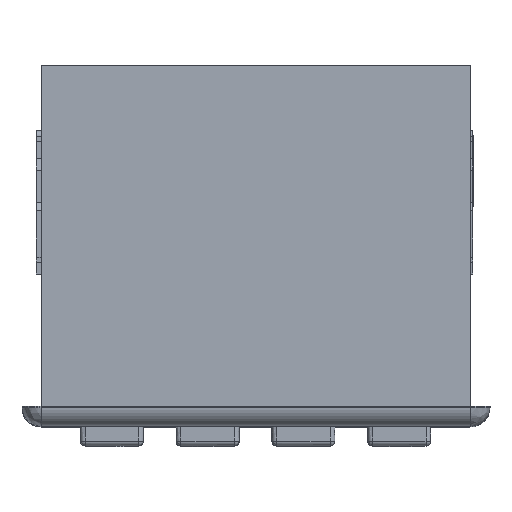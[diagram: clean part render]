
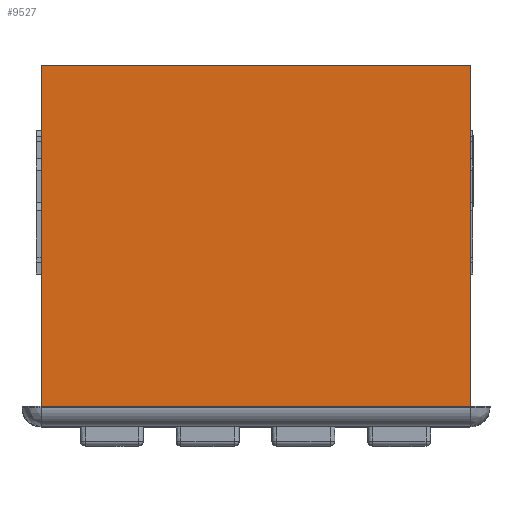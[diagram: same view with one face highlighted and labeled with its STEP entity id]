
A CAD part, top view. The second image highlights one B-rep face of the part: STEP entity #9527.
In plain terms, the highlighted free-form (B-spline) face has degree [1, 1] with [2, 2] control points.
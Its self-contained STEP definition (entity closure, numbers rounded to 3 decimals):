
#8118 = VERTEX_POINT('',#8119);
#8119 = CARTESIAN_POINT('',(66.739,53.513,
    66.778));
#8124 = EDGE_CURVE('',#8125,#8118,#8127,.T.);
#8125 = VERTEX_POINT('',#8126);
#8126 = CARTESIAN_POINT('',(66.739,2.972,
    66.778));
#8127 = B_SPLINE_CURVE_WITH_KNOTS('',1,(#8128,#8129),.UNSPECIFIED.,.F.,
  .F.,(2,2),(0.,35.714),.PIECEWISE_BEZIER_KNOTS.);
#8128 = CARTESIAN_POINT('',(66.739,2.972,
    66.778));
#8129 = CARTESIAN_POINT('',(66.739,53.513,
    66.778));
#8226 = VERTEX_POINT('',#8227);
#8227 = CARTESIAN_POINT('',(3.058,2.972,
    66.778));
#8232 = EDGE_CURVE('',#8226,#8233,#8235,.T.);
#8233 = VERTEX_POINT('',#8234);
#8234 = CARTESIAN_POINT('',(3.058,53.513,
    66.778));
#8235 = B_SPLINE_CURVE_WITH_KNOTS('',1,(#8236,#8237),.UNSPECIFIED.,.F.,
  .F.,(2,2),(0.,35.714),.PIECEWISE_BEZIER_KNOTS.);
#8236 = CARTESIAN_POINT('',(3.058,2.972,
    66.778));
#8237 = CARTESIAN_POINT('',(3.058,53.513,
    66.778));
#9527 = ADVANCED_FACE('',(#9528),#9542,.F.);
#9528 = FACE_BOUND('',#9529,.T.);
#9529 = EDGE_LOOP('',(#9530,#9531,#9536,#9537));
#9530 = ORIENTED_EDGE('',*,*,#8124,.T.);
#9531 = ORIENTED_EDGE('',*,*,#9532,.T.);
#9532 = EDGE_CURVE('',#8118,#8233,#9533,.T.);
#9533 = B_SPLINE_CURVE_WITH_KNOTS('',1,(#9534,#9535),.UNSPECIFIED.,.F.,
  .F.,(2,2),(0.,45.),.PIECEWISE_BEZIER_KNOTS.);
#9534 = CARTESIAN_POINT('',(66.739,53.513,
    66.778));
#9535 = CARTESIAN_POINT('',(3.058,53.513,
    66.778));
#9536 = ORIENTED_EDGE('',*,*,#8232,.F.);
#9537 = ORIENTED_EDGE('',*,*,#9538,.F.);
#9538 = EDGE_CURVE('',#8125,#8226,#9539,.T.);
#9539 = B_SPLINE_CURVE_WITH_KNOTS('',1,(#9540,#9541),.UNSPECIFIED.,.F.,
  .F.,(2,2),(0.,45.),.PIECEWISE_BEZIER_KNOTS.);
#9540 = CARTESIAN_POINT('',(66.739,2.972,
    66.778));
#9541 = CARTESIAN_POINT('',(3.058,2.972,
    66.778));
#9542 = B_SPLINE_SURFACE_WITH_KNOTS('',1,1,(
    (#9543,#9544)
    ,(#9545,#9546
    )),.UNSPECIFIED.,.F.,.F.,.F.,(2,2),(2,2),(2.1,37.814),(
    -43.621,1.379),.PIECEWISE_BEZIER_KNOTS.);
#9543 = CARTESIAN_POINT('',(3.058,2.972,
    66.778));
#9544 = CARTESIAN_POINT('',(66.739,2.972,
    66.778));
#9545 = CARTESIAN_POINT('',(3.058,53.513,
    66.778));
#9546 = CARTESIAN_POINT('',(66.739,53.513,
    66.778));
